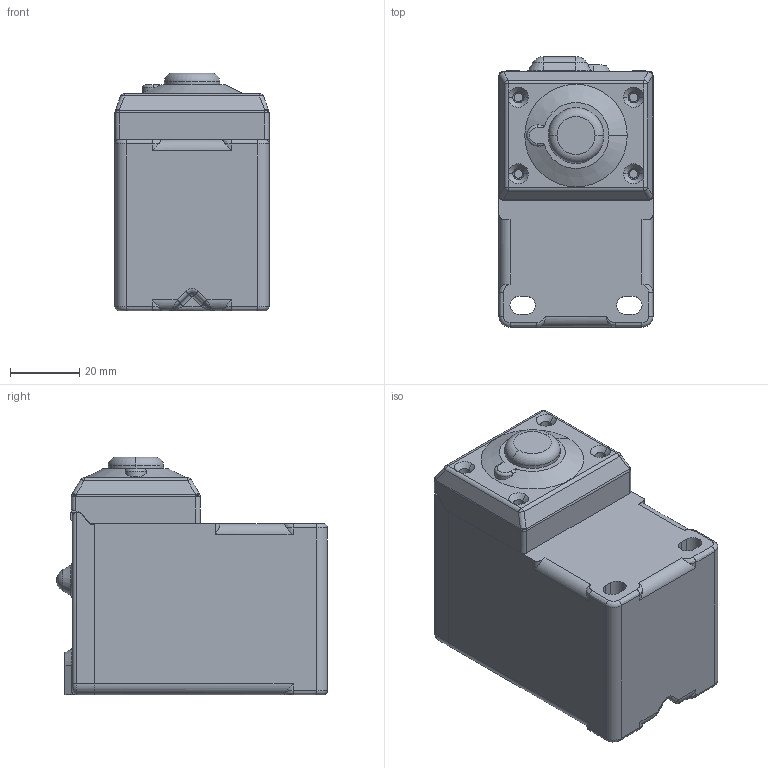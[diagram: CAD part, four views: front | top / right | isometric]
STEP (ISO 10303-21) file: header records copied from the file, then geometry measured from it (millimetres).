
FILE_DESCRIPTION((''),'2;1');
FILE_NAME('204034_ASM','2018-01-18T',('pdmadmin'),('BANNER ENGINEERING'),'CREO PARAMETRIC BY PTC INC, 2016260','CREO PARAMETRIC BY PTC INC, 2016260','');
FILE_SCHEMA(('CONFIG_CONTROL_DESIGN'));
Products named in the file (11): 153156_AF0; 200643_ASM; 153158; 14840; 35813; 160408_ASM; 165144_AF0; 179857_ASM; 159269; 179858_ASM; 204034_ASM
Assembly tree (10 placements, depth 4):
  204034_ASM
    200643_ASM
      153156_AF0
    160408_ASM
      153158
      14840
      35813
    179858_ASM
      179857_ASM
        165144_AF0
      159269
Bounding box: 44.45 x 78.15 x 68.64 mm (x, y, z)
Volume: 71237.9 mm3; surface area: 48497 mm2
Topology: 6 solids, 6 shells, 815 faces, 2020 edges, 1213 vertices
Faces by surface type: plane 306, cylinder 303, torus 69, cone 48, sphere 45, bspline 44
Entity records: 27478 total; most frequent: CARTESIAN_POINT 8067, DIRECTION 4083, ORIENTED_EDGE 3996, EDGE_CURVE 1998, AXIS2_PLACEMENT_3D 1480, VERTEX_POINT 1213, VECTOR 1123, LINE 1123
